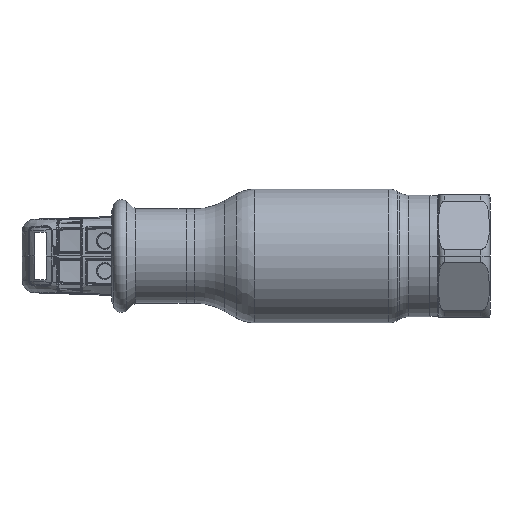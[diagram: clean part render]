
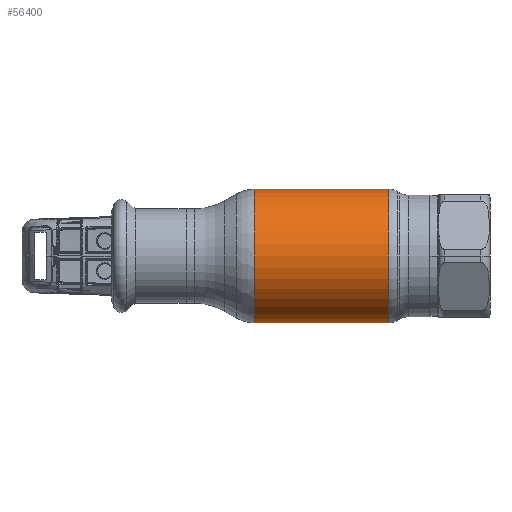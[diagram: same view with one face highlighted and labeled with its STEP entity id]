
A CAD part, front view. The second image highlights one B-rep face of the part: STEP entity #56400.
In plain terms, the highlighted cylindrical face has radius 22.25 mm (diameter 44.5 mm), a partial arc.
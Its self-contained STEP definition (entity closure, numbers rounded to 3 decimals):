
#3396 = FACE_OUTER_BOUND ( 'NONE', #31249, .T. ) ;
#4325 = DIRECTION ( 'NONE',  ( 0., 0., 1. ) ) ;
#4731 = CARTESIAN_POINT ( 'NONE',  ( -62.69, 0., 22.25 ) ) ;
#6685 = EDGE_CURVE ( 'NONE', #60033, #39540, #33138, .T. ) ;
#7309 = CARTESIAN_POINT ( 'NONE',  ( -22.285, 0., -22.25 ) ) ;
#8458 = LINE ( 'NONE', #42637, #59706 ) ;
#12642 = ORIENTED_EDGE ( 'NONE', *, *, #13407, .T. ) ;
#13407 = EDGE_CURVE ( 'NONE', #44747, #39540, #43485, .T. ) ;
#14141 = DIRECTION ( 'NONE',  ( -1., 0., 0. ) ) ;
#15349 = AXIS2_PLACEMENT_3D ( 'NONE', #49233, #30238, #58472 ) ;
#17656 = AXIS2_PLACEMENT_3D ( 'NONE', #27071, #55286, #41039 ) ;
#20360 = EDGE_CURVE ( 'NONE', #46365, #44747, #54109, .T. ) ;
#22980 = CARTESIAN_POINT ( 'NONE',  ( 22.285, 0., 22.25 ) ) ;
#27071 = CARTESIAN_POINT ( 'NONE',  ( -22.285, 0., 0. ) ) ;
#28336 = DIRECTION ( 'NONE',  ( -1., 0., 0. ) ) ;
#30238 = DIRECTION ( 'NONE',  ( -1., 0., 0. ) ) ;
#31249 = EDGE_LOOP ( 'NONE', ( #37441, #31594, #12642, #54607 ) ) ;
#31594 = ORIENTED_EDGE ( 'NONE', *, *, #20360, .T. ) ;
#33138 = CIRCLE ( 'NONE', #17656, 22.25 ) ;
#35896 = VECTOR ( 'NONE', #56958, 1000. ) ;
#37441 = ORIENTED_EDGE ( 'NONE', *, *, #58888, .F. ) ;
#39540 = VERTEX_POINT ( 'NONE', #39961 ) ;
#39961 = CARTESIAN_POINT ( 'NONE',  ( -22.285, 0., 22.25 ) ) ;
#41039 = DIRECTION ( 'NONE',  ( 0., 0., 1. ) ) ;
#41121 = CYLINDRICAL_SURFACE ( 'NONE', #45518, 22.25 ) ;
#42637 = CARTESIAN_POINT ( 'NONE',  ( -62.69, 0., -22.25 ) ) ;
#43485 = LINE ( 'NONE', #4731, #35896 ) ;
#44747 = VERTEX_POINT ( 'NONE', #22980 ) ;
#45518 = AXIS2_PLACEMENT_3D ( 'NONE', #57179, #28336, #4325 ) ;
#46365 = VERTEX_POINT ( 'NONE', #51606 ) ;
#49233 = CARTESIAN_POINT ( 'NONE',  ( 22.285, 0., 0. ) ) ;
#51606 = CARTESIAN_POINT ( 'NONE',  ( 22.285, 0., -22.25 ) ) ;
#54109 = CIRCLE ( 'NONE', #15349, 22.25 ) ;
#54607 = ORIENTED_EDGE ( 'NONE', *, *, #6685, .F. ) ;
#55286 = DIRECTION ( 'NONE',  ( -1., 0., 0. ) ) ;
#56400 = ADVANCED_FACE ( 'NONE', ( #3396 ), #41121, .T. ) ;
#56958 = DIRECTION ( 'NONE',  ( -1., 0., 0. ) ) ;
#57179 = CARTESIAN_POINT ( 'NONE',  ( -62.69, 0., 0. ) ) ;
#58472 = DIRECTION ( 'NONE',  ( 0., 0., 1. ) ) ;
#58888 = EDGE_CURVE ( 'NONE', #46365, #60033, #8458, .T. ) ;
#59706 = VECTOR ( 'NONE', #14141, 1000. ) ;
#60033 = VERTEX_POINT ( 'NONE', #7309 ) ;
